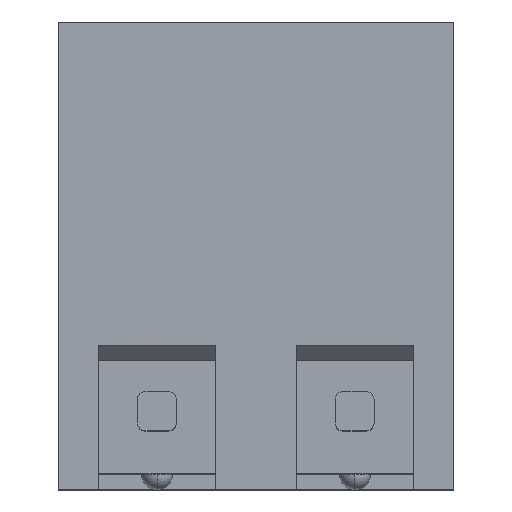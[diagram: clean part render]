
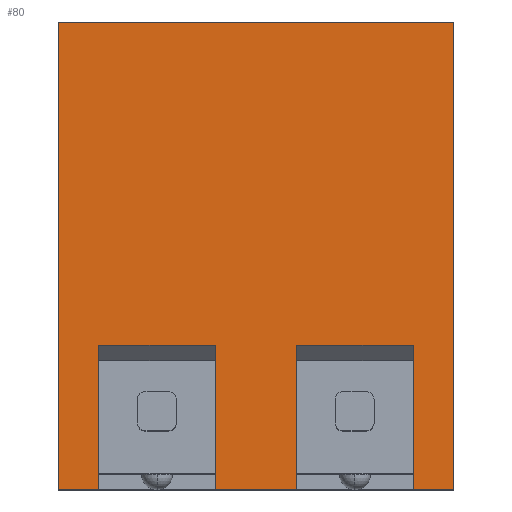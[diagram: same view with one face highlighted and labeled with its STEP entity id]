
A CAD part, top view. The second image highlights one B-rep face of the part: STEP entity #80.
In plain terms, the highlighted planar face has unit normal (0, 0, 1).
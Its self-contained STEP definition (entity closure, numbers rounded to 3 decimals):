
#80=ADVANCED_FACE('',(#228),#229,.T.);
#228=FACE_OUTER_BOUND('',#520,.T.);
#229=PLANE('',#521);
#520=EDGE_LOOP('',(#837,#838,#839,#840,#841,#842,#843,#844,#845,#846,#847,#848));
#521=AXIS2_PLACEMENT_3D('',#849,#850,#851);
#837=ORIENTED_EDGE('',*,*,#2020,.F.);
#838=ORIENTED_EDGE('',*,*,#2021,.F.);
#839=ORIENTED_EDGE('',*,*,#2022,.F.);
#840=ORIENTED_EDGE('',*,*,#2023,.F.);
#841=ORIENTED_EDGE('',*,*,#2024,.T.);
#842=ORIENTED_EDGE('',*,*,#2019,.F.);
#843=ORIENTED_EDGE('',*,*,#2025,.F.);
#844=ORIENTED_EDGE('',*,*,#2026,.F.);
#845=ORIENTED_EDGE('',*,*,#2027,.T.);
#846=ORIENTED_EDGE('',*,*,#2028,.F.);
#847=ORIENTED_EDGE('',*,*,#2029,.T.);
#848=ORIENTED_EDGE('',*,*,#2030,.T.);
#849=CARTESIAN_POINT('',(0.0,12.0,0.0));
#850=DIRECTION('',(0.0,0.0,1.0));
#851=DIRECTION('',(1.0,-0.0,0.0));
#2019=EDGE_CURVE('',#2423,#2419,#2425,.T.);
#2020=EDGE_CURVE('',#2426,#2427,#2428,.T.);
#2021=EDGE_CURVE('',#2429,#2426,#2430,.T.);
#2022=EDGE_CURVE('',#2431,#2429,#2432,.T.);
#2023=EDGE_CURVE('',#2433,#2431,#2434,.T.);
#2024=EDGE_CURVE('',#2433,#2419,#2435,.T.);
#2025=EDGE_CURVE('',#2436,#2423,#2437,.T.);
#2026=EDGE_CURVE('',#2438,#2436,#2439,.T.);
#2027=EDGE_CURVE('',#2438,#2440,#2441,.T.);
#2028=EDGE_CURVE('',#2442,#2440,#2443,.T.);
#2029=EDGE_CURVE('',#2442,#2444,#2445,.T.);
#2030=EDGE_CURVE('',#2444,#2427,#2446,.T.);
#2419=VERTEX_POINT('',#3059);
#2423=VERTEX_POINT('',#3065);
#2425=LINE('',#3068,#3069);
#2426=VERTEX_POINT('',#3070);
#2427=VERTEX_POINT('',#3071);
#2428=LINE('',#3072,#3073);
#2429=VERTEX_POINT('',#3074);
#2430=LINE('',#3075,#3076);
#2431=VERTEX_POINT('',#3077);
#2432=LINE('',#3078,#3079);
#2433=VERTEX_POINT('',#3080);
#2434=LINE('',#3081,#3082);
#2435=LINE('',#3083,#3084);
#2436=VERTEX_POINT('',#3085);
#2437=LINE('',#3086,#3087);
#2438=VERTEX_POINT('',#3088);
#2439=LINE('',#3089,#3090);
#2440=VERTEX_POINT('',#3091);
#2441=LINE('',#3092,#3093);
#2442=VERTEX_POINT('',#3094);
#2443=LINE('',#3095,#3096);
#2444=VERTEX_POINT('',#3097);
#2445=LINE('',#3098,#3099);
#2446=LINE('',#3100,#3101);
#3059=CARTESIAN_POINT('',(5.04,0.0,0.0));
#3065=CARTESIAN_POINT('',(7.12,0.0,0.0));
#3068=CARTESIAN_POINT('',(7.12,0.0,0.0));
#3069=VECTOR('',#4017,2.08);
#3070=CARTESIAN_POINT('',(1.0,0.0,0.0));
#3071=CARTESIAN_POINT('',(1.0,12.0,0.0));
#3072=CARTESIAN_POINT('',(1.0,0.0,0.0));
#3073=VECTOR('',#4018,12.0);
#3074=CARTESIAN_POINT('',(2.04,0.0,0.0));
#3075=CARTESIAN_POINT('',(2.04,0.0,0.0));
#3076=VECTOR('',#4019,1.04);
#3077=CARTESIAN_POINT('',(2.04,3.7,0.0));
#3078=CARTESIAN_POINT('',(2.04,3.7,0.0));
#3079=VECTOR('',#4020,3.7);
#3080=CARTESIAN_POINT('',(5.04,3.7,0.0));
#3081=CARTESIAN_POINT('',(5.04,3.7,0.0));
#3082=VECTOR('',#4021,3.0);
#3083=CARTESIAN_POINT('',(5.04,3.7,0.0));
#3084=VECTOR('',#4022,3.7);
#3085=CARTESIAN_POINT('',(7.12,3.7,0.0));
#3086=CARTESIAN_POINT('',(7.12,3.7,0.0));
#3087=VECTOR('',#4023,3.7);
#3088=CARTESIAN_POINT('',(10.12,3.7,0.0));
#3089=CARTESIAN_POINT('',(10.12,3.7,0.0));
#3090=VECTOR('',#4024,3.0);
#3091=CARTESIAN_POINT('',(10.12,0.0,0.0));
#3092=CARTESIAN_POINT('',(10.12,3.7,0.0));
#3093=VECTOR('',#4025,3.7);
#3094=CARTESIAN_POINT('',(11.16,0.0,0.0));
#3095=CARTESIAN_POINT('',(11.16,0.0,0.0));
#3096=VECTOR('',#4026,1.04);
#3097=CARTESIAN_POINT('',(11.16,12.0,0.0));
#3098=CARTESIAN_POINT('',(11.16,0.0,0.0));
#3099=VECTOR('',#4027,12.0);
#3100=CARTESIAN_POINT('',(11.16,12.0,0.0));
#3101=VECTOR('',#4028,10.16);
#4017=DIRECTION('',(-1.0,0.0,0.0));
#4018=DIRECTION('',(0.0,1.0,0.0));
#4019=DIRECTION('',(-1.0,0.0,0.0));
#4020=DIRECTION('',(0.0,-1.0,0.0));
#4021=DIRECTION('',(-1.0,0.0,0.0));
#4022=DIRECTION('',(0.0,-1.0,0.0));
#4023=DIRECTION('',(0.0,-1.0,0.0));
#4024=DIRECTION('',(-1.0,0.0,0.0));
#4025=DIRECTION('',(0.0,-1.0,0.0));
#4026=DIRECTION('',(-1.0,0.0,0.0));
#4027=DIRECTION('',(0.0,1.0,0.0));
#4028=DIRECTION('',(-1.0,0.0,0.0));
